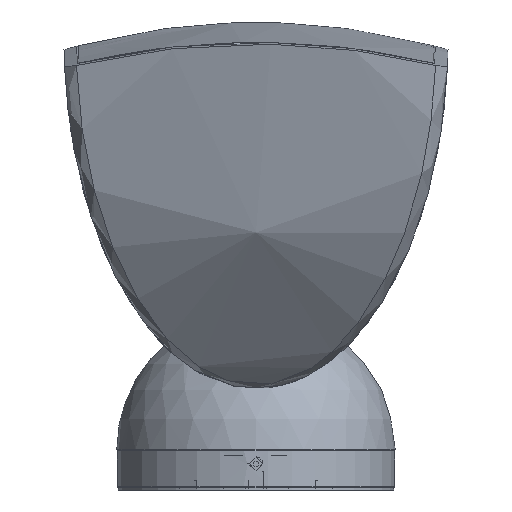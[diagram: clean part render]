
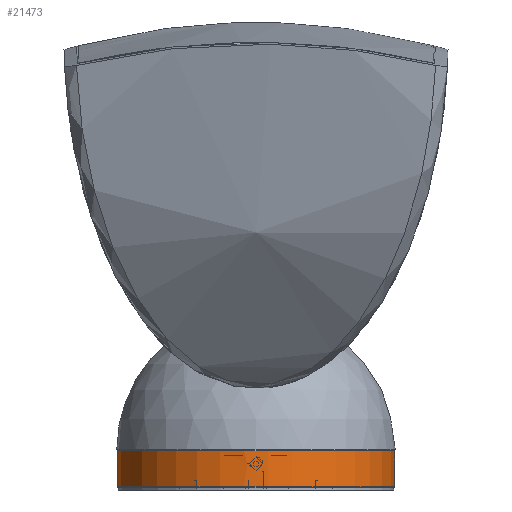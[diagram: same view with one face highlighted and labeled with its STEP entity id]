
A CAD part, front view. The second image highlights one B-rep face of the part: STEP entity #21473.
In plain terms, the highlighted cylindrical face has radius 70 mm (diameter 140 mm), a partial arc.
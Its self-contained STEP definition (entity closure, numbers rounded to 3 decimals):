
#844=B_SPLINE_CURVE_WITH_KNOTS('',3,(#37940,#37941,#37942,#37943,#37944,
#37945,#37946,#37947,#37948,#37949,#37950,#37951,#37952,#37953,#37954,#37955,
#37956),.UNSPECIFIED.,.T.,.F.,(4,1,1,1,1,1,1,1,1,1,1,1,1,1,4),(0.,0.071,
0.143,0.196,0.286,0.357,
0.429,0.5,0.571,0.643,0.714,
0.786,0.857,0.929,1.),.UNSPECIFIED.);
#1222=FACE_BOUND('',#3776,.T.);
#2514=FACE_OUTER_BOUND('',#3775,.T.);
#3775=EDGE_LOOP('',(#17736,#17737,#17738,#17739));
#3776=EDGE_LOOP('',(#17740));
#4850=CIRCLE('',#23254,70.);
#4868=CIRCLE('',#23287,70.);
#6164=LINE('',#37960,#7701);
#6165=LINE('',#37965,#7702);
#7701=VECTOR('',#27497,1.);
#7702=VECTOR('',#27504,1.);
#9619=VERTEX_POINT('',#36212);
#9620=VERTEX_POINT('',#36216);
#9756=VERTEX_POINT('',#37932);
#9757=VERTEX_POINT('',#37958);
#9758=VERTEX_POINT('',#37964);
#12554=EDGE_CURVE('',#9756,#9756,#844,.T.);
#12556=EDGE_CURVE('',#9757,#9619,#6164,.T.);
#12557=EDGE_CURVE('',#9619,#9620,#4850,.T.);
#12558=EDGE_CURVE('',#9620,#9758,#6165,.T.);
#12598=EDGE_CURVE('',#9758,#9757,#4868,.T.);
#17736=ORIENTED_EDGE('',*,*,#12598,.F.);
#17737=ORIENTED_EDGE('',*,*,#12558,.F.);
#17738=ORIENTED_EDGE('',*,*,#12557,.F.);
#17739=ORIENTED_EDGE('',*,*,#12556,.F.);
#17740=ORIENTED_EDGE('',*,*,#12554,.F.);
#20754=CYLINDRICAL_SURFACE('',#23286,70.);
#21473=ADVANCED_FACE('',(#2514,#1222),#20754,.T.);
#23254=AXIS2_PLACEMENT_3D('',#37962,#27500,#27501);
#23286=AXIS2_PLACEMENT_3D('',#38094,#27583,#27584);
#23287=AXIS2_PLACEMENT_3D('',#38095,#27585,#27586);
#27497=DIRECTION('',(0.,0.,-1.));
#27500=DIRECTION('center_axis',(0.,0.,-1.));
#27501=DIRECTION('ref_axis',(0.,-1.,0.));
#27504=DIRECTION('',(0.,0.,1.));
#27583=DIRECTION('center_axis',(0.,0.,-1.));
#27584=DIRECTION('ref_axis',(0.,-1.,0.));
#27585=DIRECTION('center_axis',(0.,0.,1.));
#27586=DIRECTION('ref_axis',(0.,-1.,0.));
#36212=CARTESIAN_POINT('',(17.274,67.835,1.7));
#36216=CARTESIAN_POINT('',(-17.274,67.835,1.7));
#37932=CARTESIAN_POINT('',(-4.319,-69.867,13.1));
#37940=CARTESIAN_POINT('Ctrl Pts',(-4.319,-69.867,
13.1));
#37941=CARTESIAN_POINT('Ctrl Pts',(-4.319,-69.867,
12.457));
#37942=CARTESIAN_POINT('Ctrl Pts',(-4.023,-69.886,
11.17));
#37943=CARTESIAN_POINT('Ctrl Pts',(-2.888,-69.945,
9.754));
#37944=CARTESIAN_POINT('Ctrl Pts',(-1.167,-69.999,
8.804));
#37945=CARTESIAN_POINT('Ctrl Pts',(0.845,-70.007,8.69));
#37946=CARTESIAN_POINT('Ctrl Pts',(2.784,-69.95,9.624));
#37947=CARTESIAN_POINT('Ctrl Pts',(4.024,-69.886,11.169));
#37948=CARTESIAN_POINT('Ctrl Pts',(4.466,-69.857,13.1));
#37949=CARTESIAN_POINT('Ctrl Pts',(4.024,-69.886,15.03));
#37950=CARTESIAN_POINT('Ctrl Pts',(2.785,-69.95,16.576));
#37951=CARTESIAN_POINT('Ctrl Pts',(0.994,-70.002,
17.436));
#37952=CARTESIAN_POINT('Ctrl Pts',(-0.994,-70.002,
17.435));
#37953=CARTESIAN_POINT('Ctrl Pts',(-2.785,-69.95,
16.577));
#37954=CARTESIAN_POINT('Ctrl Pts',(-4.023,-69.886,15.03));
#37955=CARTESIAN_POINT('Ctrl Pts',(-4.319,-69.867,
13.743));
#37956=CARTESIAN_POINT('Ctrl Pts',(-4.319,-69.867,
13.1));
#37958=CARTESIAN_POINT('',(17.274,67.835,19.7));
#37960=CARTESIAN_POINT('',(17.274,67.835,20.));
#37962=CARTESIAN_POINT('Origin',(0.,0.,1.7));
#37964=CARTESIAN_POINT('',(-17.274,67.835,19.7));
#37965=CARTESIAN_POINT('',(-17.274,67.835,20.));
#38094=CARTESIAN_POINT('Origin',(0.,0.,20.));
#38095=CARTESIAN_POINT('Origin',(0.,0.,19.7));
